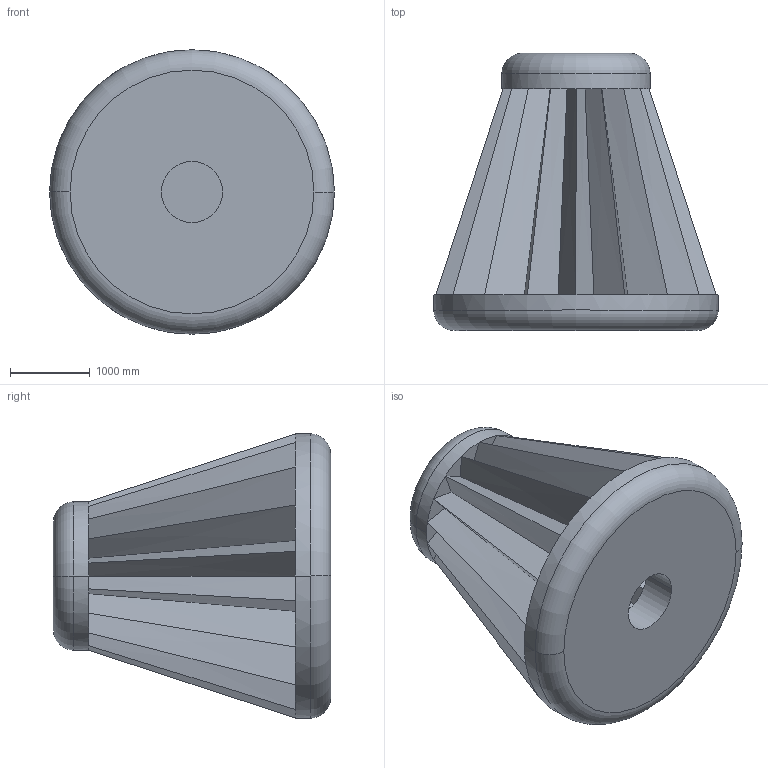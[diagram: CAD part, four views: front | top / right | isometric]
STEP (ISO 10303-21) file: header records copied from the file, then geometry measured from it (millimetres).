
FILE_DESCRIPTION((''),'2;1');
FILE_NAME('AIR_FILTER','2026-01-05T14:44:23',('H576696'),('Honeywell International Inc.'),'CREO PARAMETRIC BY PTC INC, 2023134','CREO PARAMETRIC BY PTC INC, 2023134','');
FILE_SCHEMA(('AUTOMOTIVE_DESIGN { 1 0 10303 214 1 1 1 1 }'));
Length unit declared in the file: inch
Products named in the file (1): AIR_FILTER
Bounding box: 3556 x 3467.1 x 3556 mm (x, y, z)
Volume: 6192792248.5 mm3; surface area: 109518627.9 mm2
Topology: 1 solids, 1 shells, 122 faces, 278 edges, 160 vertices
Faces by surface type: bspline 72, plane 40, cylinder 6, torus 4
Entity records: 6227 total; most frequent: CARTESIAN_POINT 2327, ORIENTED_EDGE 556, DIRECTION 328, PRESENTATION_STYLE_ASSIGNMENT 327, STYLED_ITEM 279, CURVE_STYLE 278, EDGE_CURVE 278, VERTEX_POINT 160
